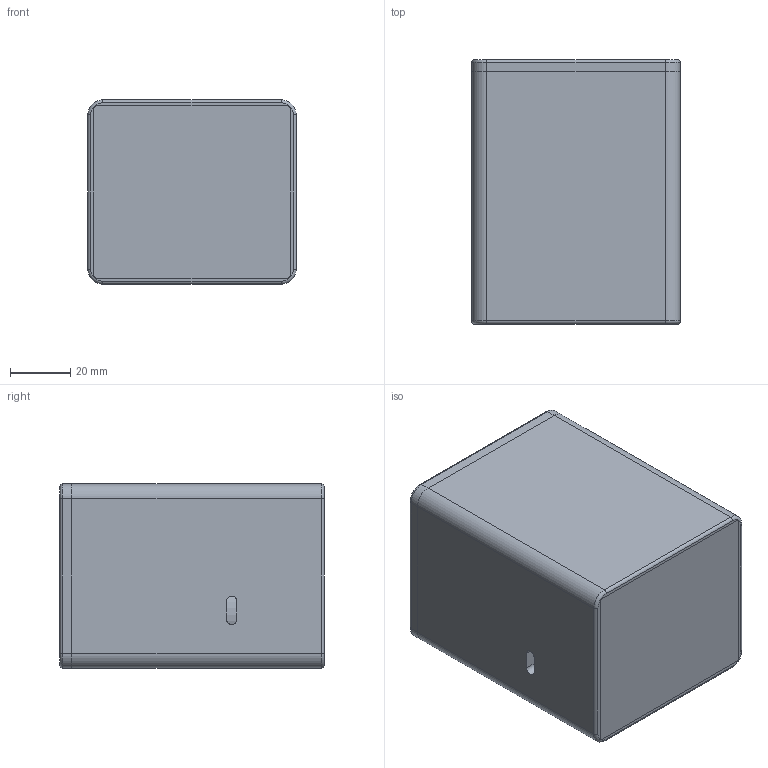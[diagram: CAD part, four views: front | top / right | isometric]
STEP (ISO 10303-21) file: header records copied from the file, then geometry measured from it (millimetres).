
FILE_DESCRIPTION(/* description */ (''),/* implementation_level */ '2;1');
FILE_NAME(/* name */ 'Analog Display 60mm Housing + Electronic.step',/* time_stamp */ '2023-11-07T17:08:03+01:00',/* author */ (''),/* organization */ (''),/* preprocessor_version */ 'ST-DEVELOPER v20',/* originating_system */ 'Autodesk Translation Framework v12.14.0.127',/* authorisation */ '');
FILE_SCHEMA (('AUTOMOTIVE_DESIGN { 1 0 10303 214 3 1 1 }'));
Length unit declared in the file: millimetre
Products named in the file (6): Gerät 60mm; Gehäuse 60mm; Akkus; gehäuse; analog anzeige 60mm; Analog Anzeige
Assembly tree (5 placements, depth 3):
  Gerät 60mm
    Gehäuse 60mm
      Akkus
      gehäuse
    analog anzeige 60mm
      Analog Anzeige
Bounding box: 69 x 87.5 x 61 mm (x, y, z)
Volume: 213986.8 mm3; surface area: 103645.8 mm2
Topology: 19 solids, 19 shells, 607 faces, 1576 edges, 1022 vertices
Faces by surface type: plane 248, bspline 218, cylinder 104, torus 19, sphere 12, cone 6
Full cylindrical faces by diameter (mm): 1 x2, 2 x2, 3 x4, 16 x1, 19 x3, 25 x2, 46.5 x1
Entity records: 21750 total; most frequent: CARTESIAN_POINT 7738, ORIENTED_EDGE 3152, DIRECTION 2195, EDGE_CURVE 1576, VERTEX_POINT 1022, LINE 849, VECTOR 849, AXIS2_PLACEMENT_3D 673
